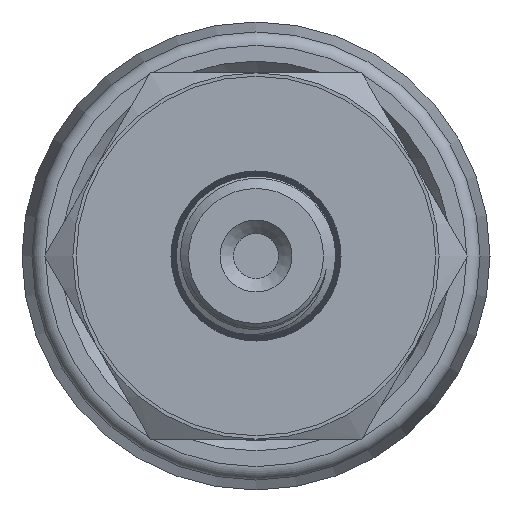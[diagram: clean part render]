
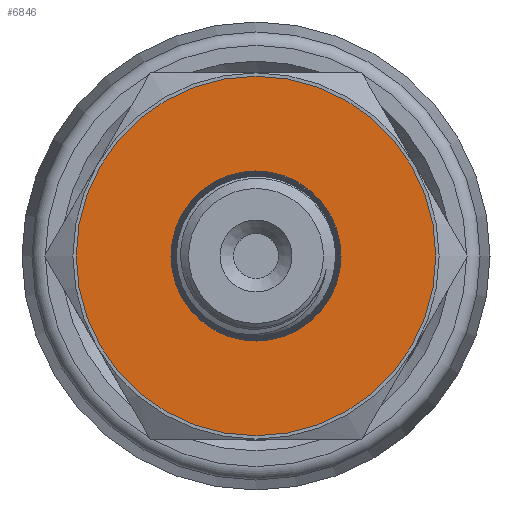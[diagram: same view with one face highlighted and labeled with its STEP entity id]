
A CAD part, left-side view. The second image highlights one B-rep face of the part: STEP entity #6846.
In plain terms, the highlighted planar face has unit normal (-1, 0, 0).
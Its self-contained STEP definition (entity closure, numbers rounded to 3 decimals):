
#110=PLANE('',#7137);
#389=FACE_BOUND('',#1207,.T.);
#802=FACE_OUTER_BOUND('',#1206,.T.);
#1206=EDGE_LOOP('',(#6254));
#1207=EDGE_LOOP('',(#6255));
#1261=CIRCLE('',#6955,6.27);
#1345=CIRCLE('',#7130,13.25);
#2676=VERTEX_POINT('',#11371);
#3270=VERTEX_POINT('',#25224);
#3381=EDGE_CURVE('',#2676,#2676,#1261,.T.);
#4275=EDGE_CURVE('',#3270,#3270,#1345,.T.);
#6254=ORIENTED_EDGE('',*,*,#4275,.T.);
#6255=ORIENTED_EDGE('',*,*,#3381,.T.);
#6846=ADVANCED_FACE('',(#802,#389),#110,.T.);
#6955=AXIS2_PLACEMENT_3D('',#11372,#7278,#7279);
#7130=AXIS2_PLACEMENT_3D('',#25226,#7983,#7984);
#7137=AXIS2_PLACEMENT_3D('',#25981,#7999,#8000);
#7278=DIRECTION('center_axis',(1.,0.,0.));
#7279=DIRECTION('ref_axis',(0.,0.,-1.));
#7983=DIRECTION('center_axis',(-1.,0.,0.));
#7984=DIRECTION('ref_axis',(0.,1.,0.));
#7999=DIRECTION('center_axis',(-1.,0.,0.));
#8000=DIRECTION('ref_axis',(0.,0.,1.));
#11371=CARTESIAN_POINT('',(-48.,-6.27,0.));
#11372=CARTESIAN_POINT('Origin',(-48.,0.,0.));
#25224=CARTESIAN_POINT('',(-48.,-13.25,0.));
#25226=CARTESIAN_POINT('Origin',(-48.,0.,0.));
#25981=CARTESIAN_POINT('Origin',(-48.,13.5,0.));
